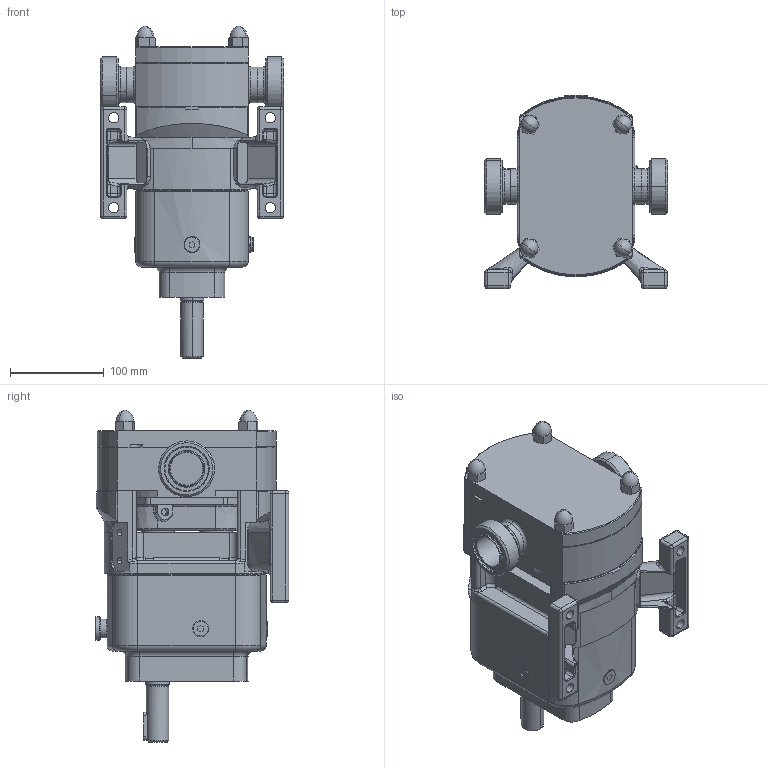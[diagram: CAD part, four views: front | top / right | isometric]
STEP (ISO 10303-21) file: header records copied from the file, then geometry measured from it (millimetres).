
FILE_DESCRIPTION (( 'STEP AP214' ), '1' );
FILE_NAME ('GA4183.STEP', '2024-11-07T16:44:27', ( '' ), ( '' ), 'SwSTEP 2.0', 'SolidWorks 2023', '' );
FILE_SCHEMA (( 'AUTOMOTIVE_DESIGN' ));
Length unit declared in the file: millimetre
Products named in the file (3): Copy of Z94-5101-22 - 1.5 INCH SMS681^GA4183; GA4183; Copy (2) of CP20-0020-12 H T^GA4183
Assembly tree (3 placements, depth 2):
  GA4183
    Copy (2) of CP20-0020-12 H T^GA4183
    Copy of Z94-5101-22 - 1.5 INCH SMS681^GA4183  x2
Bounding box: 196 x 206.69 x 354.54 mm (x, y, z)
Volume: 4809197.7 mm3; surface area: 304102 mm2
Topology: 3 solids, 3 shells, 847 faces, 2061 edges, 1214 vertices
Faces by surface type: cylinder 292, plane 257, cone 94, torus 90, bspline 84, sphere 30
Entity records: 31296 total; most frequent: CARTESIAN_POINT 12733, ORIENTED_EDGE 3926, DIRECTION 3880, EDGE_CURVE 1963, AXIS2_PLACEMENT_3D 1571, VERTEX_POINT 1178, EDGE_LOOP 867, CIRCLE 833
